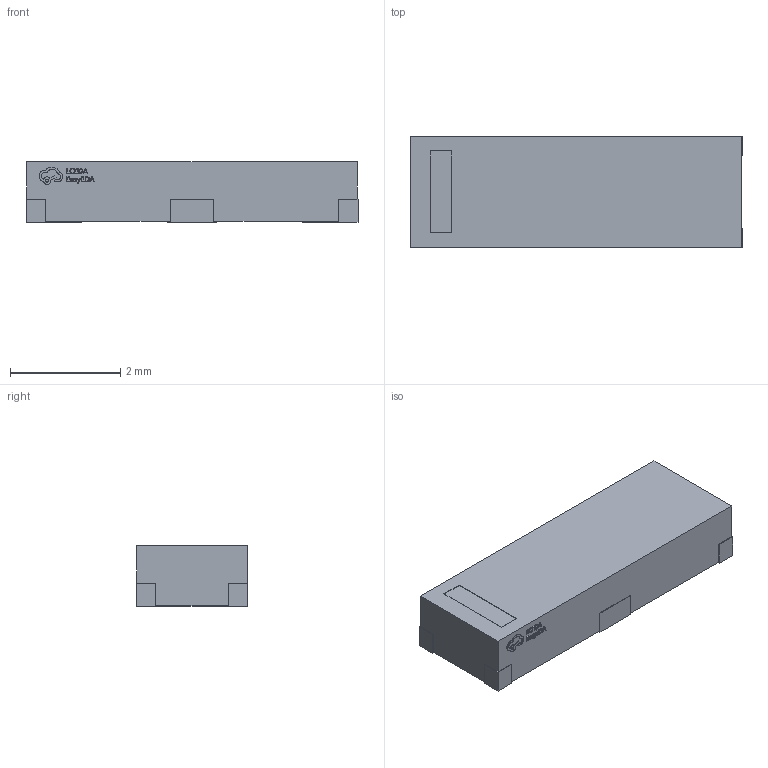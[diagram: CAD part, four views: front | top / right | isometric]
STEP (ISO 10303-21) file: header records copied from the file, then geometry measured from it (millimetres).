
FILE_DESCRIPTION (( 'STEP AP214' ), '1' );
FILE_NAME ('ANT-SMD_3P-L6.0-W2.0_M620720.STEP', '2022-11-05T03:40:14', ( '' ), ( '' ), 'SwSTEP 2.0', 'SolidWorks 2020', '' );
FILE_SCHEMA (( 'AUTOMOTIVE_DESIGN' ));
Length unit declared in the file: millimetre
Products named in the file (1): ANT-SMD_3P-L6.0-W2.0_M620720
Bounding box: 6.02 x 2.02 x 1.1 mm (x, y, z)
Volume: 13.1 mm3; surface area: 42 mm2
Topology: 1 solids, 1 shells, 307 faces, 855 edges, 570 vertices
Faces by surface type: plane 209, bspline 98
Entity records: 13652 total; most frequent: CARTESIAN_POINT 3039, ORIENTED_EDGE 1710, DIRECTION 1075, EDGE_CURVE 855, LINE 655, VECTOR 655, VERTEX_POINT 570, EDGE_LOOP 327
